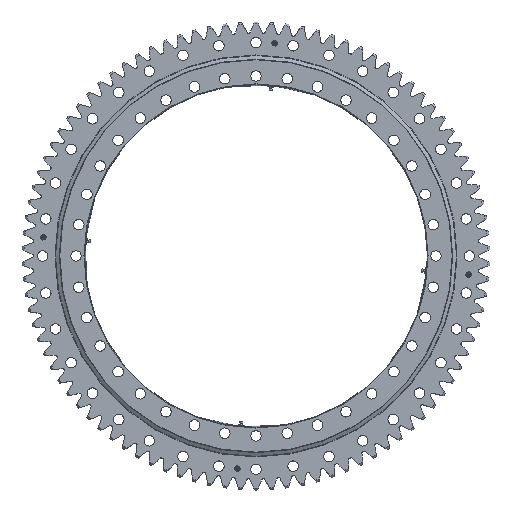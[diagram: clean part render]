
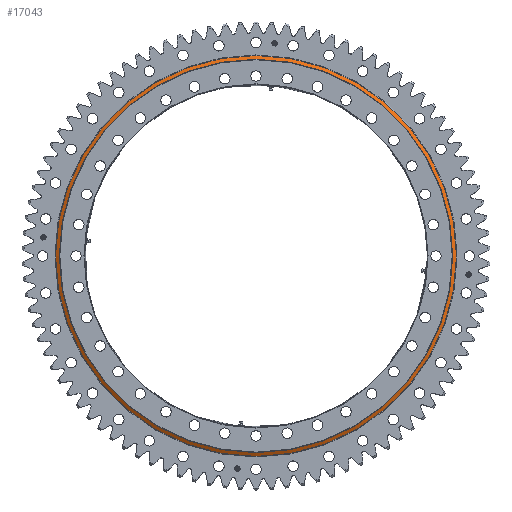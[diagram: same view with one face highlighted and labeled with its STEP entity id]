
A CAD part, top view. The second image highlights one B-rep face of the part: STEP entity #17043.
In plain terms, the highlighted conical face has half-angle 58.57 degrees and reference radius 411.5 mm.
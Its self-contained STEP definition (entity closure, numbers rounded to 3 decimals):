
#3368 = DIRECTION ( 'NONE',  ( 0., -1., 0. ) ) ;
#3779 = CIRCLE ( 'NONE', #52259, 419.044 ) ;
#4810 = AXIS2_PLACEMENT_3D ( 'NONE', #55576, #50367, #32446 ) ;
#5878 = FACE_BOUND ( 'NONE', #45997, .T. ) ;
#7231 = CARTESIAN_POINT ( 'NONE',  ( 404.5, 2., -411.5 ) ) ;
#13960 = DIRECTION ( 'NONE',  ( 0., 0., -1. ) ) ;
#15657 = VERTEX_POINT ( 'NONE', #56560 ) ;
#16732 = ORIENTED_EDGE ( 'NONE', *, *, #16980, .F. ) ;
#16980 = EDGE_CURVE ( 'NONE', #15657, #15657, #3779, .T. ) ;
#17043 = ADVANCED_FACE ( 'NONE', ( #37625, #5878 ), #42656, .T. ) ;
#25936 = EDGE_CURVE ( 'NONE', #29277, #29277, #56608, .T. ) ;
#29277 = VERTEX_POINT ( 'NONE', #7231 ) ;
#32062 = DIRECTION ( 'NONE',  ( 0., -1., 0. ) ) ;
#32446 = DIRECTION ( 'NONE',  ( 0., 0., -1. ) ) ;
#34437 = EDGE_LOOP ( 'NONE', ( #16732 ) ) ;
#35580 = DIRECTION ( 'NONE',  ( 0., 0., -1. ) ) ;
#37482 = CARTESIAN_POINT ( 'NONE',  ( 404.5, -2.61, 0. ) ) ;
#37625 = FACE_OUTER_BOUND ( 'NONE', #34437, .T. ) ;
#38847 = ORIENTED_EDGE ( 'NONE', *, *, #25936, .T. ) ;
#42656 = CONICAL_SURFACE ( 'NONE', #4810, 411.5, 1.022 ) ;
#45997 = EDGE_LOOP ( 'NONE', ( #38847 ) ) ;
#50367 = DIRECTION ( 'NONE',  ( 0., -1., 0. ) ) ;
#52259 = AXIS2_PLACEMENT_3D ( 'NONE', #37482, #32062, #13960 ) ;
#55576 = CARTESIAN_POINT ( 'NONE',  ( 404.5, 2., 0. ) ) ;
#56560 = CARTESIAN_POINT ( 'NONE',  ( 404.5, -2.61, -419.044 ) ) ;
#56608 = CIRCLE ( 'NONE', #58258, 411.5 ) ;
#58258 = AXIS2_PLACEMENT_3D ( 'NONE', #58487, #3368, #35580 ) ;
#58487 = CARTESIAN_POINT ( 'NONE',  ( 404.5, 2., 0. ) ) ;
